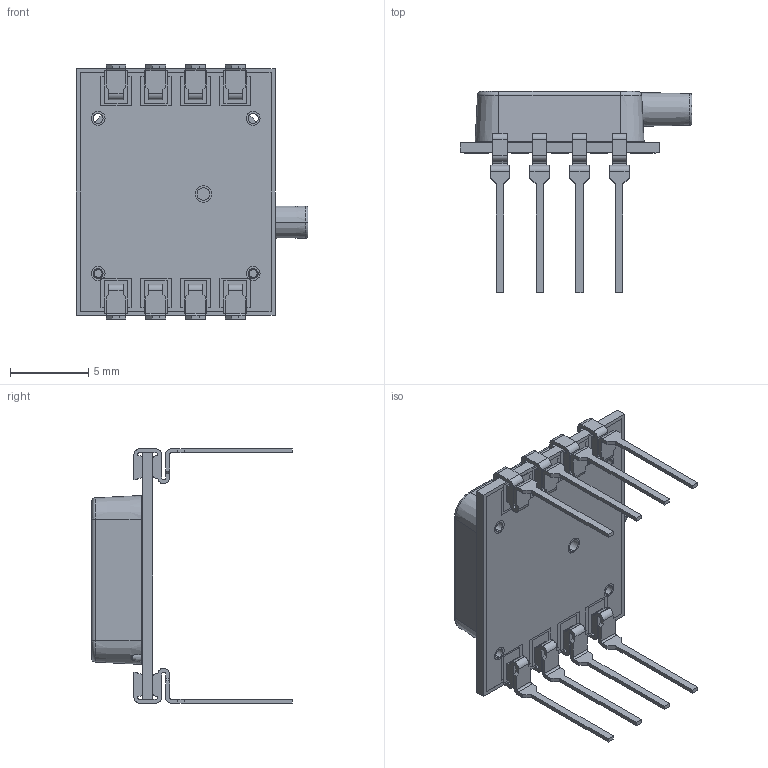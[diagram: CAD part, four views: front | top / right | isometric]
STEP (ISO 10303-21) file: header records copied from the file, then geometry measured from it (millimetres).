
FILE_DESCRIPTION (( 'STEP AP203' ), '1' );
FILE_NAME ('EGNL.STEP', '2021-02-10T19:23:05', ( '' ), ( '' ), 'SwSTEP 2.0', 'SolidWorks 2010', '' );
FILE_SCHEMA (( 'CONFIG_CONTROL_DESIGN' ));
Length unit declared in the file: inch
Products named in the file (4): AS01-01-010 for E series; EGNL; Ceramic-Blank E series; AS01-06-015_DIP .079S for E series
Assembly tree (10 placements, depth 2):
  EGNL
    AS01-01-010 for E series
    AS01-06-015_DIP .079S for E series  x8
    Ceramic-Blank E series
Bounding box: 14.8 x 12.83 x 16.25 mm (x, y, z)
Volume: 364.1 mm3; surface area: 2085.4 mm2
Topology: 28 solids, 28 shells, 730 faces, 1990 edges, 1318 vertices
Faces by surface type: plane 539, cylinder 151, cone 23, torus 13, bspline 4
Entity records: 13319 total; most frequent: CARTESIAN_POINT 2780, ORIENTED_EDGE 2090, DIRECTION 1962, EDGE_CURVE 1045, LINE 850, VECTOR 850, VERTEX_POINT 688, AXIS2_PLACEMENT_3D 556
